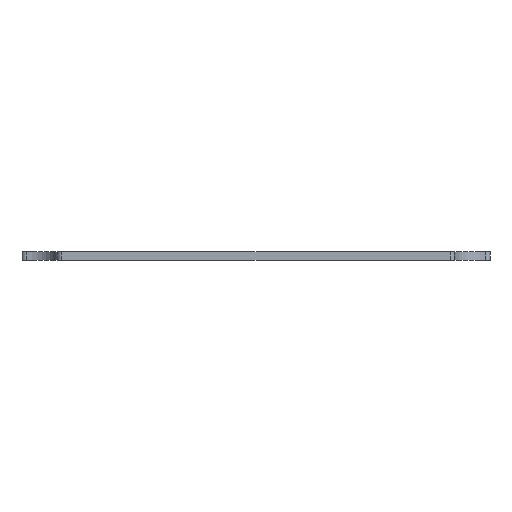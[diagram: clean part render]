
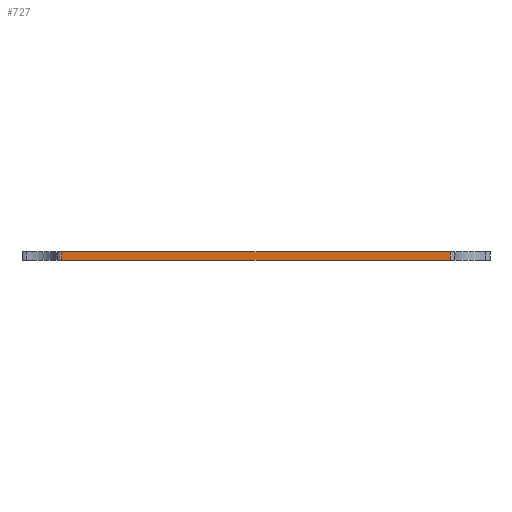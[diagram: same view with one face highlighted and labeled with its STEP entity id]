
A CAD part, front view. The second image highlights one B-rep face of the part: STEP entity #727.
In plain terms, the highlighted planar face has unit normal (0, -1, 0).
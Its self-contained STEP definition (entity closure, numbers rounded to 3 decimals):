
#27=PLANE('',#799);
#51=FACE_OUTER_BOUND('',#93,.T.);
#93=EDGE_LOOP('',(#553,#554,#555,#556));
#135=LINE('',#1111,#203);
#156=LINE('',#1184,#224);
#157=LINE('',#1187,#225);
#158=LINE('',#1188,#226);
#203=VECTOR('',#879,10.);
#224=VECTOR('',#946,10.);
#225=VECTOR('',#949,10.);
#226=VECTOR('',#950,10.);
#319=VERTEX_POINT('',#1108);
#320=VERTEX_POINT('',#1110);
#349=VERTEX_POINT('',#1182);
#350=VERTEX_POINT('',#1186);
#393=EDGE_CURVE('',#319,#320,#135,.T.);
#430=EDGE_CURVE('',#349,#319,#156,.T.);
#431=EDGE_CURVE('',#350,#349,#157,.T.);
#432=EDGE_CURVE('',#320,#350,#158,.T.);
#553=ORIENTED_EDGE('',*,*,#430,.F.);
#554=ORIENTED_EDGE('',*,*,#431,.F.);
#555=ORIENTED_EDGE('',*,*,#432,.F.);
#556=ORIENTED_EDGE('',*,*,#393,.F.);
#727=ADVANCED_FACE('',(#51),#27,.T.);
#799=AXIS2_PLACEMENT_3D('',#1185,#947,#948);
#879=DIRECTION('',(-1.,0.,0.));
#946=DIRECTION('',(0.,0.,-1.));
#947=DIRECTION('center_axis',(0.,-1.,0.));
#948=DIRECTION('ref_axis',(1.,0.,0.));
#949=DIRECTION('',(1.,0.,0.));
#950=DIRECTION('',(0.,0.,1.));
#1108=CARTESIAN_POINT('',(46.5,-55.,-1.));
#1110=CARTESIAN_POINT('',(-46.5,-55.,-1.));
#1111=CARTESIAN_POINT('',(47.5,-55.,-1.));
#1182=CARTESIAN_POINT('',(46.5,-55.,1.));
#1184=CARTESIAN_POINT('',(46.5,-55.,0.));
#1185=CARTESIAN_POINT('Origin',(-47.5,-55.,0.));
#1186=CARTESIAN_POINT('',(-46.5,-55.,1.));
#1187=CARTESIAN_POINT('',(47.5,-55.,1.));
#1188=CARTESIAN_POINT('',(-46.5,-55.,0.));
